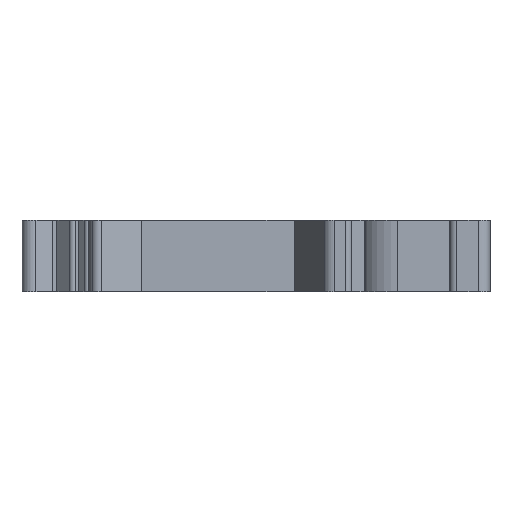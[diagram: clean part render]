
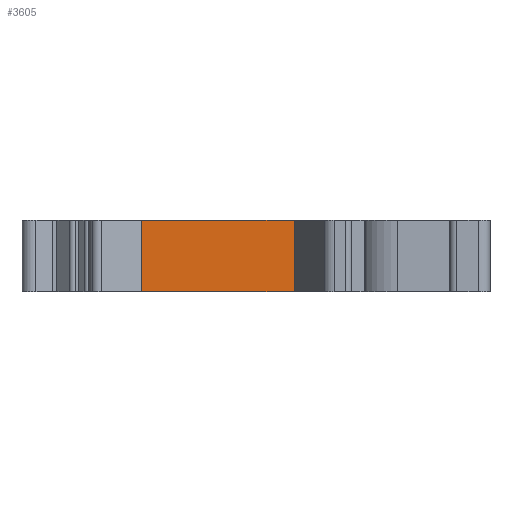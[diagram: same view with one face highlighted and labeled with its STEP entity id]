
A CAD part, left-side view. The second image highlights one B-rep face of the part: STEP entity #3605.
In plain terms, the highlighted planar face has unit normal (-1, 0, 0).
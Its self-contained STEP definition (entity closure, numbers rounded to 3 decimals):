
#330=DIRECTION('',(0.,-1.,0.));
#331=VECTOR('',#330,13.224);
#332=CARTESIAN_POINT('',(-15.6,24.573,3.1));
#333=LINE('',#332,#331);
#877=DIRECTION('',(0.,0.,-1.));
#878=VECTOR('',#877,6.2);
#879=CARTESIAN_POINT('',(-15.6,24.573,3.1));
#880=LINE('',#879,#878);
#881=DIRECTION('',(0.,0.,-1.));
#882=VECTOR('',#881,6.2);
#883=CARTESIAN_POINT('',(-15.6,11.349,3.1));
#884=LINE('',#883,#882);
#1423=DIRECTION('',(0.,-1.,0.));
#1424=VECTOR('',#1423,13.224);
#1425=CARTESIAN_POINT('',(-15.6,24.573,-3.1));
#1426=LINE('',#1425,#1424);
#1997=CARTESIAN_POINT('',(-15.6,24.573,3.1));
#1998=VERTEX_POINT('',#1997);
#1999=CARTESIAN_POINT('',(-15.6,11.349,3.1));
#2000=VERTEX_POINT('',#1999);
#2289=CARTESIAN_POINT('',(-15.6,24.573,-3.1));
#2290=VERTEX_POINT('',#2289);
#2291=CARTESIAN_POINT('',(-15.6,11.349,-3.1));
#2292=VERTEX_POINT('',#2291);
#3592=CARTESIAN_POINT('',(-15.6,24.573,3.1));
#3593=DIRECTION('',(-1.,0.,0.));
#3594=DIRECTION('',(0.,-1.,0.));
#3595=AXIS2_PLACEMENT_3D('',#3592,#3593,#3594);
#3596=PLANE('',#3595);
#3597=ORIENTED_EDGE('',*,*,#2628,.T.);
#3599=ORIENTED_EDGE('',*,*,#3598,.T.);
#3601=ORIENTED_EDGE('',*,*,#3600,.F.);
#3602=ORIENTED_EDGE('',*,*,#3584,.F.);
#3603=EDGE_LOOP('',(#3597,#3599,#3601,#3602));
#3604=FACE_OUTER_BOUND('',#3603,.F.);
#3605=ADVANCED_FACE('',(#3604),#3596,.T.);
#2628=EDGE_CURVE('',#1998,#2000,#333,.T.);
#3584=EDGE_CURVE('',#1998,#2290,#880,.T.);
#3598=EDGE_CURVE('',#2000,#2292,#884,.T.);
#3600=EDGE_CURVE('',#2290,#2292,#1426,.T.);
